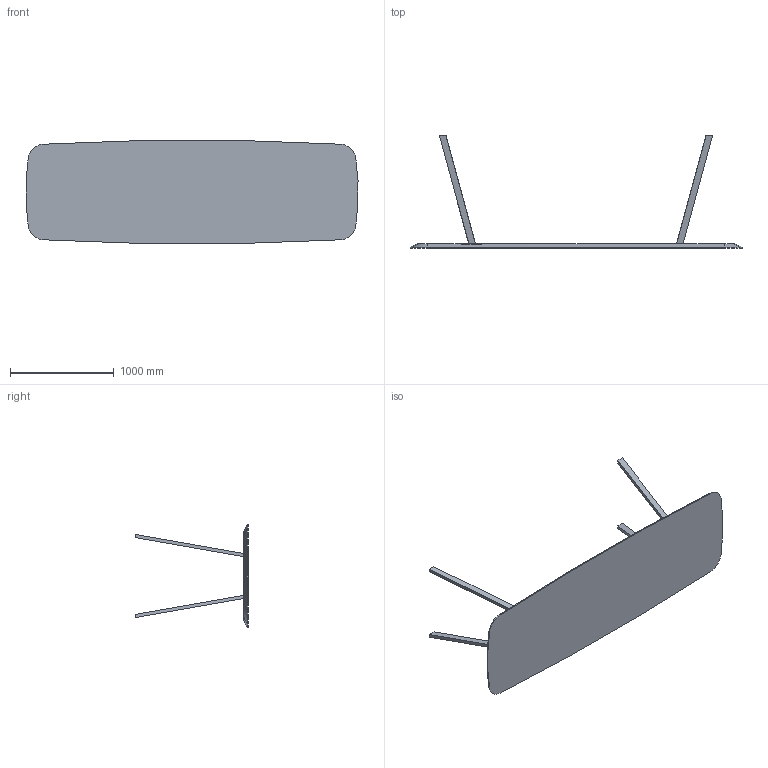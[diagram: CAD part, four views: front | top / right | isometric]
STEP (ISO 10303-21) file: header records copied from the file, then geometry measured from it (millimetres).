
FILE_DESCRIPTION((''),'2;1');
FILE_NAME('SOLID_T_STEHTISCH_ASM','2018-10-22T',('user'),(''),'CREO PARAMETRIC BY PTC INC, 2017300','CREO PARAMETRIC BY PTC INC, 2017300','');
FILE_SCHEMA(('CONFIG_CONTROL_DESIGN'));
Length unit declared in the file: millimetre
Products named in the file (4): TISCHFUSS_STEHTISCH; STEHTISCHFUSS2; BOMBIERTE_PLATTE_STEHTISCH; SOLID_T_STEHTISCH_ASM
Assembly tree (3 placements, depth 2):
  SOLID_T_STEHTISCH_ASM
    TISCHFUSS_STEHTISCH
    STEHTISCHFUSS2
    BOMBIERTE_PLATTE_STEHTISCH
Bounding box: 3194.43 x 1080.5 x 991.11 mm (x, y, z)
Volume: 123680137.6 mm3; surface area: 7658397 mm2
Topology: 3 solids, 3 shells, 138 faces, 360 edges, 232 vertices
Faces by surface type: plane 66, cylinder 48, cone 24
Entity records: 4388 total; most frequent: DIRECTION 770, CARTESIAN_POINT 737, ORIENTED_EDGE 720, EDGE_CURVE 360, AXIS2_PLACEMENT_3D 265, VECTOR 240, LINE 240, VERTEX_POINT 232
